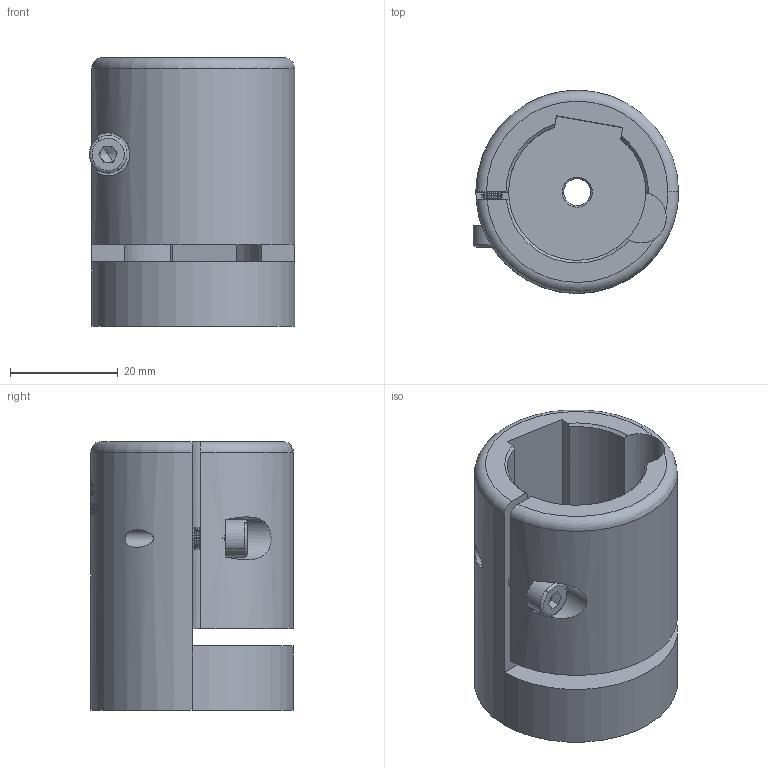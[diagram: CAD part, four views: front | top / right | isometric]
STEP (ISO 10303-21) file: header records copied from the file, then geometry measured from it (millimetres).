
FILE_DESCRIPTION (( 'STEP AP203' ), '1' );
FILE_NAME ('FCRB25-50A.STEP', '2025-07-10T03:09:43', ( '' ), ( '' ), 'SwSTEP 2.0', 'SolidWorks 2020', '' );
FILE_SCHEMA (( 'CONFIG_CONTROL_DESIGN' ));
Length unit declared in the file: millimetre
Products named in the file (1): FCRB25-50A
Bounding box: 38.15 x 37.71 x 50 mm (x, y, z)
Volume: 29874.5 mm3; surface area: 13178.2 mm2
Topology: 2 solids, 2 shells, 556 faces, 1503 edges, 977 vertices
Faces by surface type: bspline 250, cone 118, cylinder 98, plane 88, torus 2
Entity records: 28667 total; most frequent: CARTESIAN_POINT 16577, ORIENTED_EDGE 3002, DIRECTION 1727, EDGE_CURVE 1501, VERTEX_POINT 977, B_SPLINE_CURVE_WITH_KNOTS 795, AXIS2_PLACEMENT_3D 716, EDGE_LOOP 590
